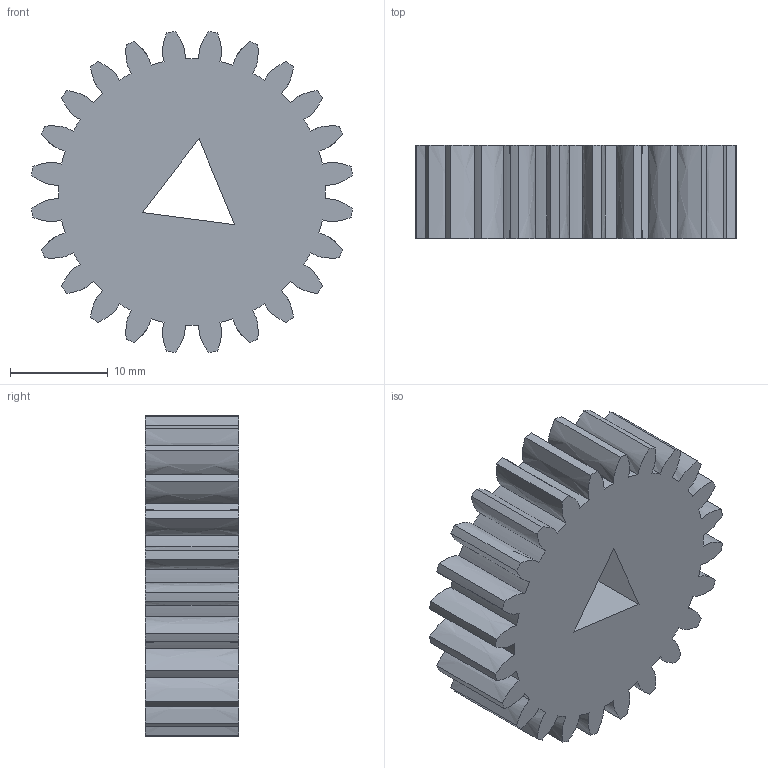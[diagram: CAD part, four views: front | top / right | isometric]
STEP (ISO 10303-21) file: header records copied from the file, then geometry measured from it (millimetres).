
FILE_DESCRIPTION(/* description */ ('STEP AP242','CAx-IF Rec.Pracs.---Representation and Presentation of Product Manufacturing Information (PMI)---4.0---2014-10-13','CAx-IF Rec.Pracs.---3D Tessellated Geometry---0.4---2014-09-14','2;1'),/* implementation_level */ '2;1');
FILE_NAME(/* name */ '669e79d7120a431841b3d2f3',/* time_stamp */ '2024-07-22T15:25:12Z',/* author */ (''),/* organization */ (''),/* preprocessor_version */ 'ST-DEVELOPER v20',/* originating_system */ ' ',/* authorisation */ ' ');
FILE_SCHEMA (('AP242_MANAGED_MODEL_BASED_3D_ENGINEERING_MIM_LF { 1 0 10303 442 1 1 4 }'));
Length unit declared in the file: metre
Products named in the file (1): Spur gear (24 teeth)
Bounding box: 32.84 x 9.53 x 32.84 mm (x, y, z)
Volume: 6442.4 mm3; surface area: 3531.5 mm2
Topology: 1 solids, 1 shells, 101 faces, 297 edges, 198 vertices
Faces by surface type: cylinder 48, bspline 48, plane 5
Entity records: 7157 total; most frequent: CARTESIAN_POINT 4677, ORIENTED_EDGE 594, DIRECTION 405, EDGE_CURVE 297, VERTEX_POINT 198, AXIS2_PLACEMENT_3D 150, LINE 105, VECTOR 105
